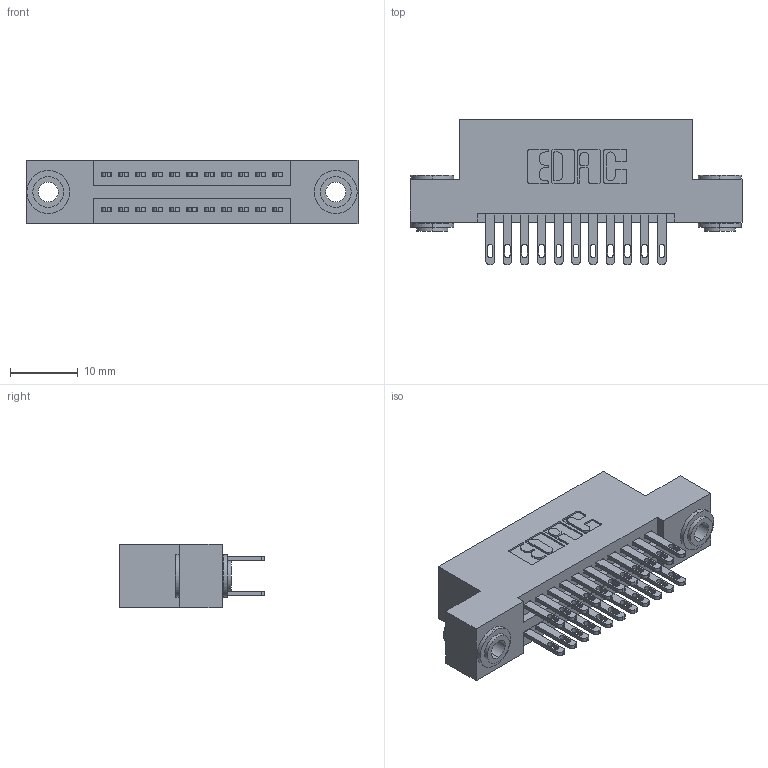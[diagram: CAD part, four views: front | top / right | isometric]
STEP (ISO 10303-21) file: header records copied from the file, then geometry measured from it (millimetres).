
FILE_DESCRIPTION (( 'STEP AP203' ), '1' );
FILE_NAME ('345-022-500-203.STEP', '2018-08-20T10:35:18', ( '' ), ( '' ), 'SwSTEP 2.0', 'SolidWorks 2016', '' );
FILE_SCHEMA (( 'CONFIG_CONTROL_DESIGN' ));
Length unit declared in the file: inch
Products named in the file (4): 345-022-500-203; 345 Part_Flush Mounting Lugs - 0.156 Dia-TH; 345-292-001_345-293-100; 345-250-002_345-250-002-102
Assembly tree (25 placements, depth 2):
  345-022-500-203
    345 Part_Flush Mounting Lugs - 0.156 Dia-TH
    345-292-001_345-293-100  x22
    345-250-002_345-250-002-102  x2
Bounding box: 49.15 x 21.51 x 9.4 mm (x, y, z)
Volume: 4573.3 mm3; surface area: 6588.9 mm2
Topology: 25 solids, 25 shells, 1176 faces, 3519 edges, 2342 vertices
Faces by surface type: plane 684, cylinder 484, cone 8
Entity records: 13384 total; most frequent: CARTESIAN_POINT 2247, ORIENTED_EDGE 2174, DIRECTION 2053, EDGE_CURVE 1087, LINE 883, VECTOR 883, VERTEX_POINT 722, AXIS2_PLACEMENT_3D 585
